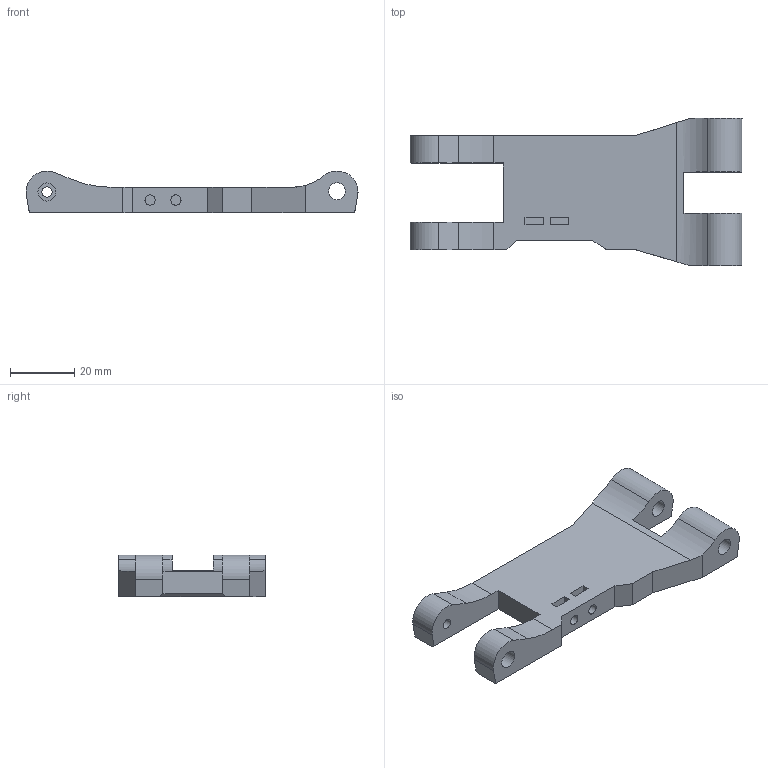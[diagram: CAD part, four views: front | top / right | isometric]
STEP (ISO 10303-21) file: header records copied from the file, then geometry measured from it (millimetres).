
FILE_DESCRIPTION(/* description */ (''),/* implementation_level */ '2;1');
FILE_NAME(/* name */ 'ArmFR.step',/* time_stamp */ '2023-11-29T15:39:05+01:00',/* author */ (''),/* organization */ (''),/* preprocessor_version */ 'ST-DEVELOPER v20',/* originating_system */ 'Autodesk Translation Framework v12.14.0.127',/* authorisation */ '');
FILE_SCHEMA (('AUTOMOTIVE_DESIGN { 1 0 10303 214 3 1 1 }'));
Length unit declared in the file: millimetre
Products named in the file (1): ArmFR
Bounding box: 103 x 45.6 x 13 mm (x, y, z)
Volume: 25710.3 mm3; surface area: 10687.5 mm2
Topology: 1 solids, 1 shells, 66 faces, 170 edges, 112 vertices
Faces by surface type: plane 50, cylinder 16
Full cylindrical faces by diameter (mm): 3.2 x6, 5.2 x2, 5.6 x1
Entity records: 2062 total; most frequent: CARTESIAN_POINT 349, ORIENTED_EDGE 340, DIRECTION 340, EDGE_CURVE 170, LINE 134, VECTOR 134, VERTEX_POINT 112, AXIS2_PLACEMENT_3D 103
